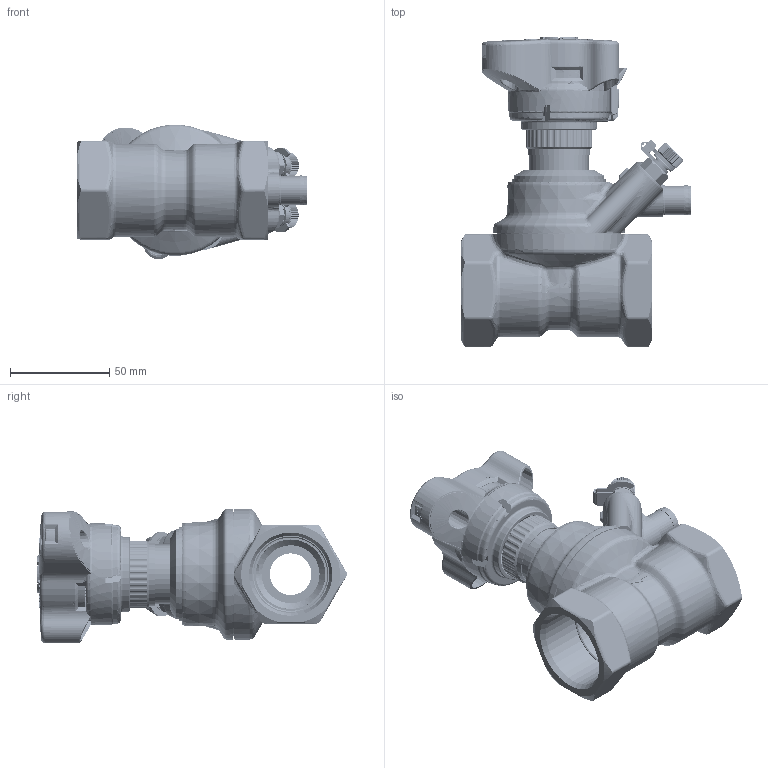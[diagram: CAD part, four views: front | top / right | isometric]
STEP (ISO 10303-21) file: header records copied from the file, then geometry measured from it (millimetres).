
FILE_DESCRIPTION((''),'2;1');
FILE_NAME('003Z4004_SW0001','2015-05-13T',('u317927'),('Danfoss'),'PRO/ENGINEER BY PARAMETRIC TECHNOLOGY CORPORATION, 2014000','PRO/ENGINEER BY PARAMETRIC TECHNOLOGY CORPORATION, 2014000','');
FILE_SCHEMA(('CONFIG_CONTROL_DESIGN'));
Length unit declared in the file: millimetre
Products named in the file (1): 003Z4004_SW0001
Bounding box: 116.1 x 156.12 x 67.71 mm (x, y, z)
Volume: 166036.9 mm3; surface area: 136794.9 mm2
Topology: 6 solids, 7 shells, 6357 faces, 17714 edges, 11383 vertices
Faces by surface type: plane 1838, cylinder 1238, extrusion 1095, cone 1092, torus 594, bspline 373, sphere 127
Entity records: 257379 total; most frequent: CARTESIAN_POINT 106245, ORIENTED_EDGE 35180, DIRECTION 26122, EDGE_CURVE 17590, VERTEX_POINT 11383, AXIS2_PLACEMENT_3D 9609, B_SPLINE_CURVE_WITH_KNOTS 8157, VECTOR 6904
